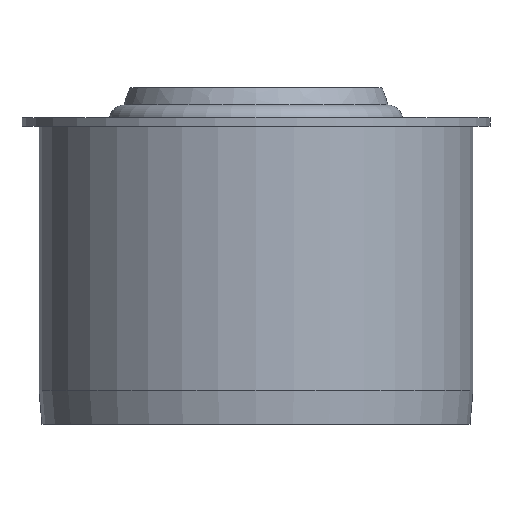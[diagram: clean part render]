
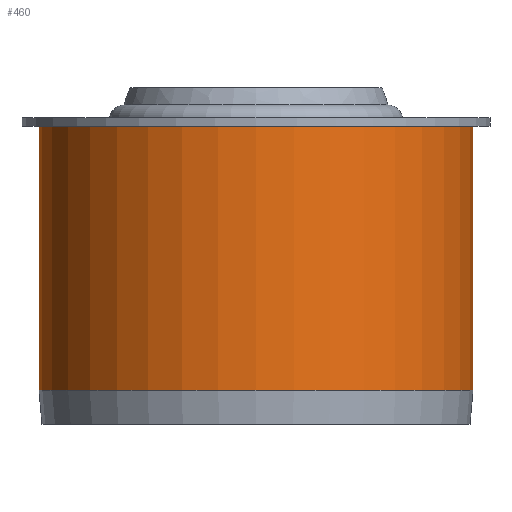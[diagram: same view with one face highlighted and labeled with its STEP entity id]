
A CAD part, front view. The second image highlights one B-rep face of the part: STEP entity #460.
In plain terms, the highlighted cylindrical face has radius 510 mm (diameter 1020 mm), a full revolution.
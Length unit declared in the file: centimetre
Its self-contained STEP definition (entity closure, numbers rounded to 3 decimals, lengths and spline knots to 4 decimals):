
#31=CYLINDRICAL_SURFACE('',#500,51.);
#58=FACE_OUTER_BOUND('',#91,.T.);
#91=EDGE_LOOP('',(#331,#332,#333,#334));
#128=LINE('',#772,#141);
#141=VECTOR('',#598,51.);
#152=CIRCLE('',#493,51.);
#156=CIRCLE('',#501,51.);
#207=VERTEX_POINT('',#756);
#211=VERTEX_POINT('',#771);
#251=EDGE_CURVE('',#207,#207,#152,.T.);
#257=EDGE_CURVE('',#207,#211,#128,.T.);
#258=EDGE_CURVE('',#211,#211,#156,.T.);
#331=ORIENTED_EDGE('',*,*,#251,.F.);
#332=ORIENTED_EDGE('',*,*,#257,.T.);
#333=ORIENTED_EDGE('',*,*,#258,.F.);
#334=ORIENTED_EDGE('',*,*,#257,.F.);
#460=ADVANCED_FACE('',(#58),#31,.T.);
#493=AXIS2_PLACEMENT_3D('',#758,#580,#581);
#500=AXIS2_PLACEMENT_3D('',#770,#596,#597);
#501=AXIS2_PLACEMENT_3D('',#773,#599,#600);
#580=DIRECTION('center_axis',(0.,0.,-1.));
#581=DIRECTION('ref_axis',(1.,0.,0.));
#596=DIRECTION('center_axis',(0.,0.,-1.));
#597=DIRECTION('ref_axis',(1.,0.,0.));
#598=DIRECTION('',(0.,0.,1.));
#599=DIRECTION('center_axis',(0.,0.,1.));
#600=DIRECTION('ref_axis',(1.,0.,0.));
#756=CARTESIAN_POINT('',(381.3782,171.636,316.3811));
#758=CARTESIAN_POINT('Origin',(432.3782,171.636,316.3811));
#770=CARTESIAN_POINT('Origin',(432.3782,171.636,347.3811));
#771=CARTESIAN_POINT('',(381.3782,171.636,378.3811));
#772=CARTESIAN_POINT('',(381.3782,171.636,347.3811));
#773=CARTESIAN_POINT('Origin',(432.3782,171.636,378.3811));
